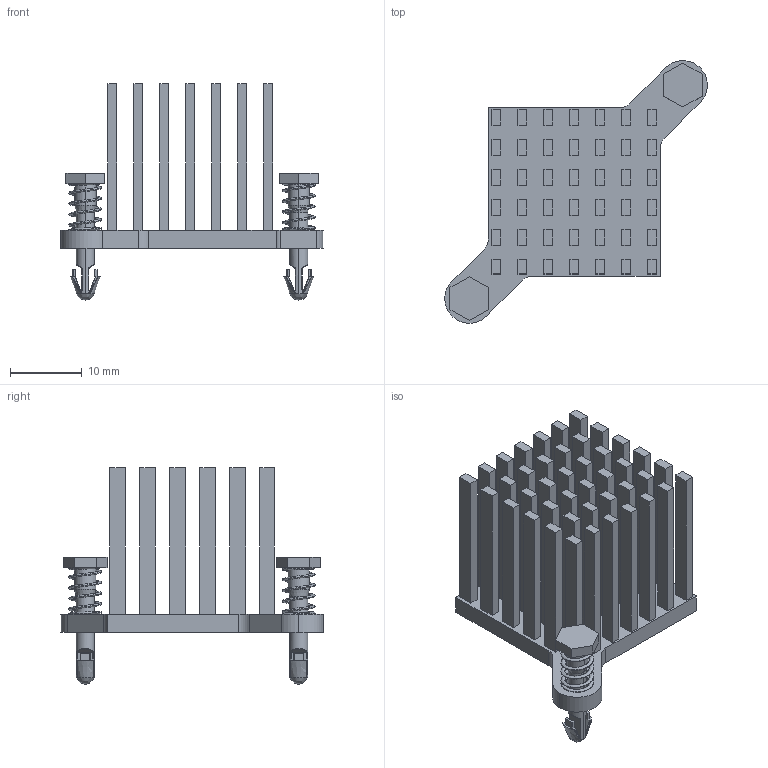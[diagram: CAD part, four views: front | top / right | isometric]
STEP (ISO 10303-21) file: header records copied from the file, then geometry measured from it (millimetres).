
FILE_DESCRIPTION(('FreeCAD Model'),'2;1');
FILE_NAME('960-23-23-D-AB-0.step','2020-08-03T14:35:06',('kicad StepUp'),('ksu MCAD'), 'Open CASCADE STEP processor 7.4','FreeCAD','Unknown');
FILE_SCHEMA(('AUTOMOTIVE_DESIGN { 1 0 10303 214 1 1 1 1 }'));
Length unit declared in the file: millimetre
Products named in the file (1): 960-23-23-D-AB-0
Bounding box: 36.7 x 36.69 x 30.25 mm (x, y, z)
Volume: 4289.4 mm3; surface area: 8267.1 mm2
Topology: 5 solids, 5 shells, 405 faces, 989 edges, 638 vertices
Faces by surface type: plane 280, bspline 66, cylinder 51, cone 8
Entity records: 18734 total; most frequent: CARTESIAN_POINT 6945, ORIENTED_EDGE 1978, DIRECTION 1583, EDGE_CURVE 989, LINE 719, VECTOR 719, VERTEX_POINT 638, FACE_BOUND 453
